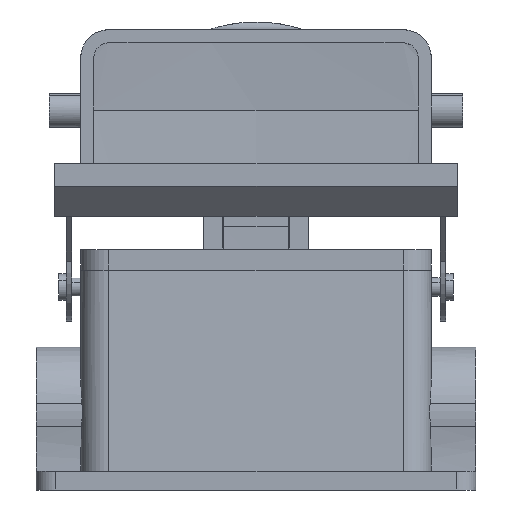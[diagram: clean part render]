
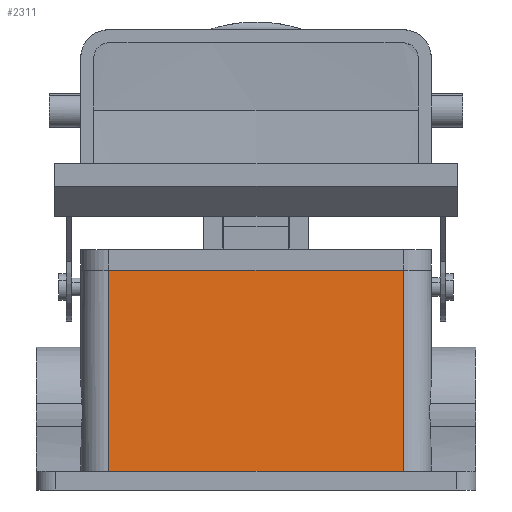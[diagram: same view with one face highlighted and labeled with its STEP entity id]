
A CAD part, left-side view. The second image highlights one B-rep face of the part: STEP entity #2311.
In plain terms, the highlighted planar face has unit normal (-0.999, 0, 0.044).
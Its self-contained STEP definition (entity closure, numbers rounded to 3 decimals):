
#2303=AXIS2_PLACEMENT_3D('Plane Axis2P3D',#2300,#2301,#2302) ;
#922=CARTESIAN_POINT('Vertex',(16.164,19.35,5.)) ;
#925=CARTESIAN_POINT('Line Origine',(16.164,58.5,5.)) ;
#929=CARTESIAN_POINT('Vertex',(16.164,97.65,5.)) ;
#1435=CARTESIAN_POINT('Vertex',(18.5,97.65,58.5)) ;
#1438=CARTESIAN_POINT('Line Origine',(18.5,58.5,58.5)) ;
#1442=CARTESIAN_POINT('Vertex',(18.5,19.35,58.5)) ;
#1702=CARTESIAN_POINT('Line Origine',(17.274,97.65,30.414)) ;
#2285=CARTESIAN_POINT('Line Origine',(17.274,19.35,30.414)) ;
#2300=CARTESIAN_POINT('Axis2P3D Location',(18.5,58.5,58.5)) ;
#926=DIRECTION('Vector Direction',(0.,1.,0.)) ;
#1439=DIRECTION('Vector Direction',(0.,1.,0.)) ;
#1703=DIRECTION('Vector Direction',(0.044,0.,0.999)) ;
#2286=DIRECTION('Vector Direction',(0.044,0.,0.999)) ;
#2301=DIRECTION('Axis2P3D Direction',(-0.999,0.,0.044)) ;
#2302=DIRECTION('Axis2P3D XDirection',(0.,1.,0.)) ;
#927=VECTOR('Line Direction',#926,1.) ;
#1440=VECTOR('Line Direction',#1439,1.) ;
#1704=VECTOR('Line Direction',#1703,1.) ;
#2287=VECTOR('Line Direction',#2286,1.) ;
#2306=ORIENTED_EDGE('',*,*,#2289,.F.) ;
#2307=ORIENTED_EDGE('',*,*,#1444,.F.) ;
#2308=ORIENTED_EDGE('',*,*,#1706,.F.) ;
#2309=ORIENTED_EDGE('',*,*,#931,.F.) ;
#2311=ADVANCED_FACE('Housing',(#2310),#2304,.T.) ;
#931=EDGE_CURVE('',#923,#930,#928,.T.) ;
#1444=EDGE_CURVE('',#1436,#1443,#1441,.F.) ;
#1706=EDGE_CURVE('',#930,#1436,#1705,.T.) ;
#2289=EDGE_CURVE('',#1443,#923,#2288,.F.) ;
#2305=EDGE_LOOP('',(#2306,#2307,#2308,#2309)) ;
#2310=FACE_OUTER_BOUND('',#2305,.T.) ;
#928=LINE('Line',#925,#927) ;
#1441=LINE('Line',#1438,#1440) ;
#1705=LINE('Line',#1702,#1704) ;
#2288=LINE('Line',#2285,#2287) ;
#2304=PLANE('',#2303) ;
#923=VERTEX_POINT('',#922) ;
#930=VERTEX_POINT('',#929) ;
#1436=VERTEX_POINT('',#1435) ;
#1443=VERTEX_POINT('',#1442) ;
